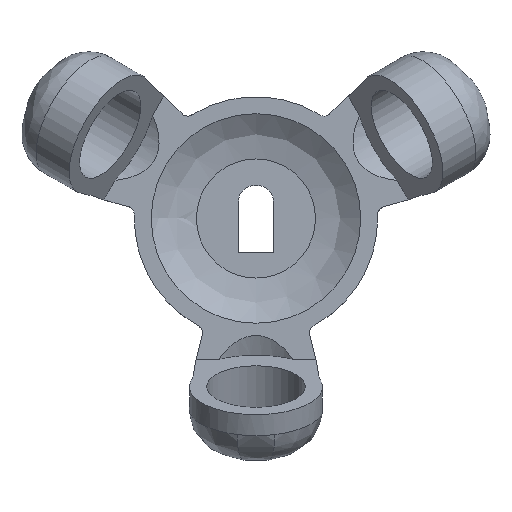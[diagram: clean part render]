
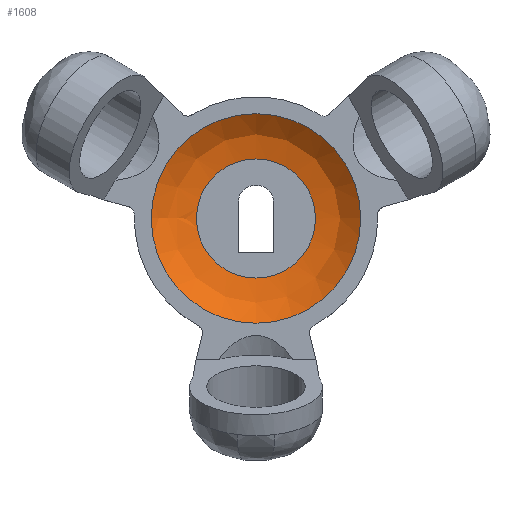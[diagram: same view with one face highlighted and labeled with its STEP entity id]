
A CAD part, top view. The second image highlights one B-rep face of the part: STEP entity #1608.
In plain terms, the highlighted free-form (B-spline) face has degree [2, 2] with [3, 9] control points.
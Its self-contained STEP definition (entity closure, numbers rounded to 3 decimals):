
#75=CIRCLE('',#1713,7.65);
#76=CIRCLE('',#1714,8.);
#77=CIRCLE('',#1715,13.459);
#155=FACE_OUTER_BOUND('',#246,.T.);
#246=EDGE_LOOP('',(#1104,#1105,#1106,#1107));
#660=VERTEX_POINT('',#2367);
#661=VERTEX_POINT('',#2369);
#840=EDGE_CURVE('',#660,#660,#75,.T.);
#841=EDGE_CURVE('',#660,#661,#76,.T.);
#842=EDGE_CURVE('',#661,#661,#77,.T.);
#1104=ORIENTED_EDGE('',*,*,#840,.F.);
#1105=ORIENTED_EDGE('',*,*,#841,.T.);
#1106=ORIENTED_EDGE('',*,*,#842,.F.);
#1107=ORIENTED_EDGE('',*,*,#841,.F.);
#1597=(
BOUNDED_SURFACE()
B_SPLINE_SURFACE(2,2,((#2340,#2341,#2342,#2343,#2344,#2345,#2346,#2347,
#2348),(#2349,#2350,#2351,#2352,#2353,#2354,#2355,#2356,#2357),(#2358,#2359,
#2360,#2361,#2362,#2363,#2364,#2365,#2366)),.UNSPECIFIED.,.F.,.T.,.F.)
B_SPLINE_SURFACE_WITH_KNOTS((3,3),(3,2,2,2,3),(-1.571,-0.758),
(-3.142,-1.571,0.,1.571,3.142),
 .UNSPECIFIED.)
GEOMETRIC_REPRESENTATION_ITEM()
RATIONAL_B_SPLINE_SURFACE(((1.,0.707,1.,0.707,1.,
0.707,1.,0.707,1.),(0.919,0.65,
0.919,0.65,0.919,0.65,
0.919,0.65,0.919),(1.,0.707,
1.,0.707,1.,0.707,1.,0.707,1.)))
REPRESENTATION_ITEM('')
SURFACE()
);
#1608=ADVANCED_FACE('',(#155),#1597,.T.);
#1713=AXIS2_PLACEMENT_3D('',#2368,#1829,#1830);
#1714=AXIS2_PLACEMENT_3D('',#2370,#1831,#1832);
#1715=AXIS2_PLACEMENT_3D('',#2371,#1833,#1834);
#1829=DIRECTION('center_axis',(0.,0.,1.));
#1830=DIRECTION('ref_axis',(1.,0.,0.));
#1831=DIRECTION('center_axis',(0.,1.,0.));
#1832=DIRECTION('ref_axis',(-1.,0.,0.));
#1833=DIRECTION('center_axis',(0.,0.,
-1.));
#1834=DIRECTION('ref_axis',(1.,0.,0.));
#2340=CARTESIAN_POINT('Ctrl Pts',(-7.65,-11.11,30.5));
#2341=CARTESIAN_POINT('Ctrl Pts',(-7.65,-18.76,30.5));
#2342=CARTESIAN_POINT('Ctrl Pts',(0.,-18.76,
30.5));
#2343=CARTESIAN_POINT('Ctrl Pts',(7.65,-18.76,30.5));
#2344=CARTESIAN_POINT('Ctrl Pts',(7.65,-11.11,30.5));
#2345=CARTESIAN_POINT('Ctrl Pts',(7.65,-3.46,30.5));
#2346=CARTESIAN_POINT('Ctrl Pts',(0.,-3.46,
30.5));
#2347=CARTESIAN_POINT('Ctrl Pts',(-7.65,-3.46,30.5));
#2348=CARTESIAN_POINT('Ctrl Pts',(-7.65,-11.11,30.5));
#2349=CARTESIAN_POINT('Ctrl Pts',(-11.093,-11.11,30.5));
#2350=CARTESIAN_POINT('Ctrl Pts',(-11.093,-22.203,30.5));
#2351=CARTESIAN_POINT('Ctrl Pts',(0.,-22.203,
30.5));
#2352=CARTESIAN_POINT('Ctrl Pts',(11.093,-22.203,30.5));
#2353=CARTESIAN_POINT('Ctrl Pts',(11.093,-11.11,30.5));
#2354=CARTESIAN_POINT('Ctrl Pts',(11.093,-0.018,
30.5));
#2355=CARTESIAN_POINT('Ctrl Pts',(0.,-0.018,
30.5));
#2356=CARTESIAN_POINT('Ctrl Pts',(-11.093,-0.018,
30.5));
#2357=CARTESIAN_POINT('Ctrl Pts',(-11.093,-11.11,30.5));
#2358=CARTESIAN_POINT('Ctrl Pts',(-13.459,-11.11,33.));
#2359=CARTESIAN_POINT('Ctrl Pts',(-13.459,-24.57,33.));
#2360=CARTESIAN_POINT('Ctrl Pts',(0.,-24.57,
33.));
#2361=CARTESIAN_POINT('Ctrl Pts',(13.459,-24.57,33.));
#2362=CARTESIAN_POINT('Ctrl Pts',(13.459,-11.11,33.));
#2363=CARTESIAN_POINT('Ctrl Pts',(13.459,2.349,33.));
#2364=CARTESIAN_POINT('Ctrl Pts',(0.,2.349,
33.));
#2365=CARTESIAN_POINT('Ctrl Pts',(-13.459,2.349,33.));
#2366=CARTESIAN_POINT('Ctrl Pts',(-13.459,-11.11,33.));
#2367=CARTESIAN_POINT('',(-7.65,-11.11,30.5));
#2368=CARTESIAN_POINT('Origin',(0.,-11.11,
30.5));
#2369=CARTESIAN_POINT('',(-13.459,-11.11,33.));
#2370=CARTESIAN_POINT('Origin',(-7.65,-11.11,38.5));
#2371=CARTESIAN_POINT('Origin',(0.,-11.11,
33.));
